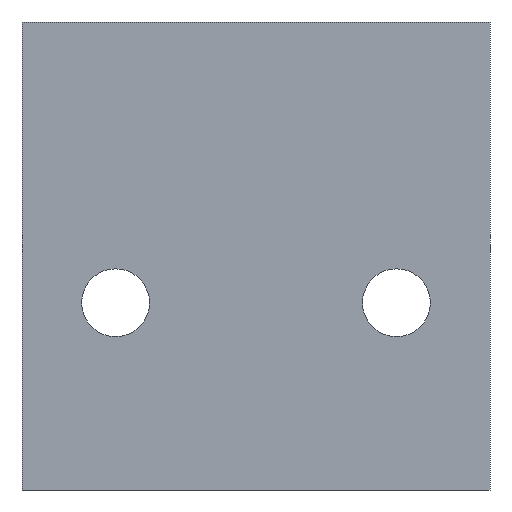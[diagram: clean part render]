
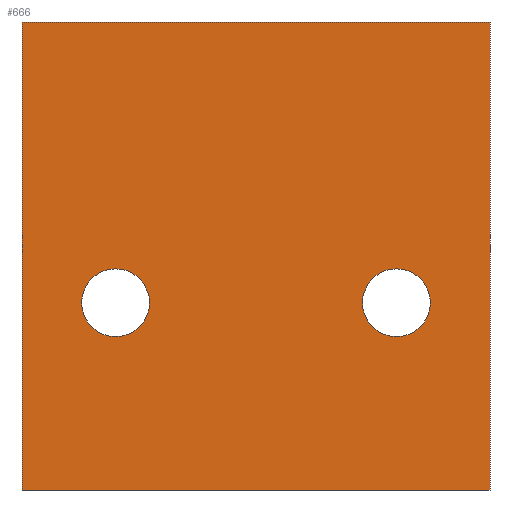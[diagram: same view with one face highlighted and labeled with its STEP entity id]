
A CAD part, front view. The second image highlights one B-rep face of the part: STEP entity #666.
In plain terms, the highlighted planar face has unit normal (0, -1, 0).
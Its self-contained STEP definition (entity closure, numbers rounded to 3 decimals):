
#18=FACE_BOUND('',#81,.T.);
#19=FACE_BOUND('',#82,.T.);
#22=CIRCLE('',#715,1.45);
#23=CIRCLE('',#716,1.45);
#46=FACE_OUTER_BOUND('',#80,.T.);
#80=EDGE_LOOP('',(#547,#548,#549,#550));
#81=EDGE_LOOP('',(#551));
#82=EDGE_LOOP('',(#552));
#157=LINE('',#1022,#246);
#167=LINE('',#1044,#256);
#168=LINE('',#1046,#257);
#169=LINE('',#1047,#258);
#246=VECTOR('',#827,10.);
#256=VECTOR('',#849,10.);
#257=VECTOR('',#850,10.);
#258=VECTOR('',#851,10.);
#319=VERTEX_POINT('',#1019);
#320=VERTEX_POINT('',#1021);
#326=VERTEX_POINT('',#1043);
#327=VERTEX_POINT('',#1045);
#328=VERTEX_POINT('',#1048);
#329=VERTEX_POINT('',#1050);
#397=EDGE_CURVE('',#320,#319,#157,.T.);
#408=EDGE_CURVE('',#319,#326,#167,.T.);
#409=EDGE_CURVE('',#326,#327,#168,.T.);
#410=EDGE_CURVE('',#327,#320,#169,.T.);
#411=EDGE_CURVE('',#328,#328,#22,.T.);
#412=EDGE_CURVE('',#329,#329,#23,.T.);
#547=ORIENTED_EDGE('',*,*,#397,.T.);
#548=ORIENTED_EDGE('',*,*,#408,.T.);
#549=ORIENTED_EDGE('',*,*,#409,.T.);
#550=ORIENTED_EDGE('',*,*,#410,.T.);
#551=ORIENTED_EDGE('',*,*,#411,.F.);
#552=ORIENTED_EDGE('',*,*,#412,.F.);
#635=PLANE('',#714);
#666=ADVANCED_FACE('',(#46,#18,#19),#635,.F.);
#714=AXIS2_PLACEMENT_3D('',#1042,#847,#848);
#715=AXIS2_PLACEMENT_3D('',#1049,#852,#853);
#716=AXIS2_PLACEMENT_3D('',#1051,#854,#855);
#827=DIRECTION('',(-1.,0.,0.));
#847=DIRECTION('center_axis',(0.,1.,0.));
#848=DIRECTION('ref_axis',(1.,0.,0.));
#849=DIRECTION('',(0.,0.,-1.));
#850=DIRECTION('',(1.,0.,0.));
#851=DIRECTION('',(0.,0.,1.));
#852=DIRECTION('center_axis',(0.,-1.,0.));
#853=DIRECTION('ref_axis',(1.,0.,0.));
#854=DIRECTION('center_axis',(0.,-1.,0.));
#855=DIRECTION('ref_axis',(1.,0.,0.));
#1019=CARTESIAN_POINT('',(-20.,0.,0.));
#1021=CARTESIAN_POINT('',(0.,0.,0.));
#1022=CARTESIAN_POINT('',(0.,0.,0.));
#1042=CARTESIAN_POINT('Origin',(-16.5,0.,-10.));
#1043=CARTESIAN_POINT('',(-20.,0.,-20.));
#1044=CARTESIAN_POINT('',(-20.,0.,0.));
#1045=CARTESIAN_POINT('',(0.,0.,-20.));
#1046=CARTESIAN_POINT('',(-20.,0.,-20.));
#1047=CARTESIAN_POINT('',(0.,0.,-20.));
#1048=CARTESIAN_POINT('',(-17.45,0.,-12.));
#1049=CARTESIAN_POINT('Origin',(-16.,0.,-12.));
#1050=CARTESIAN_POINT('',(-5.45,0.,-12.));
#1051=CARTESIAN_POINT('Origin',(-4.,0.,-12.));
